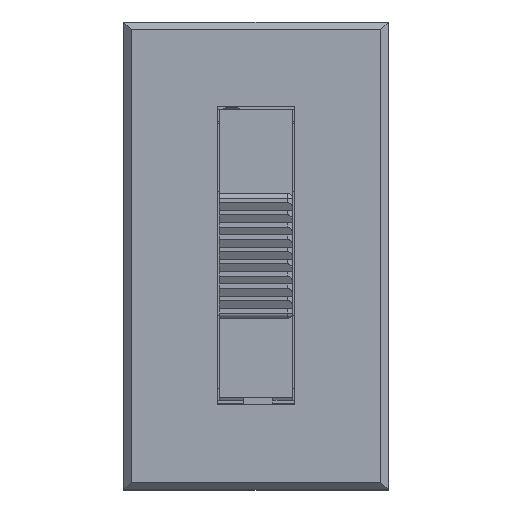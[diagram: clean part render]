
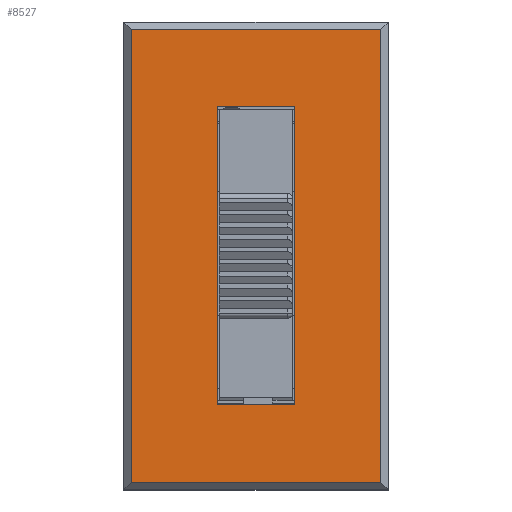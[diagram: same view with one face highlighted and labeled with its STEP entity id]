
A CAD part, top view. The second image highlights one B-rep face of the part: STEP entity #8527.
In plain terms, the highlighted planar face has unit normal (0, 0, 1).
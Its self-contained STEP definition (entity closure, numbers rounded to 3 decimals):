
#344=FACE_BOUND('',#1101,.T.);
#621=FACE_OUTER_BOUND('',#1100,.T.);
#1100=EDGE_LOOP('',(#6883,#6884,#6885,#6886));
#1101=EDGE_LOOP('',(#6887,#6888,#6889,#6890));
#1689=LINE('',#12651,#2715);
#1715=LINE('',#12700,#2741);
#1741=LINE('',#12753,#2767);
#1986=LINE('',#13257,#3012);
#1987=LINE('',#13261,#3013);
#1988=LINE('',#13263,#3014);
#1989=LINE('',#13265,#3015);
#1990=LINE('',#13266,#3016);
#2715=VECTOR('',#10247,10.);
#2741=VECTOR('',#10279,10.);
#2767=VECTOR('',#10323,10.);
#3012=VECTOR('',#10772,10.);
#3013=VECTOR('',#10775,10.);
#3014=VECTOR('',#10776,10.);
#3015=VECTOR('',#10777,10.);
#3016=VECTOR('',#10778,10.);
#3680=VERTEX_POINT('',#12648);
#3681=VERTEX_POINT('',#12650);
#3701=VERTEX_POINT('',#12698);
#3719=VERTEX_POINT('',#12752);
#3877=VERTEX_POINT('',#13259);
#3878=VERTEX_POINT('',#13260);
#3879=VERTEX_POINT('',#13262);
#3880=VERTEX_POINT('',#13264);
#4624=EDGE_CURVE('',#3681,#3680,#1689,.T.);
#4650=EDGE_CURVE('',#3680,#3701,#1715,.T.);
#4676=EDGE_CURVE('',#3719,#3681,#1741,.T.);
#4931=EDGE_CURVE('',#3701,#3719,#1986,.T.);
#4932=EDGE_CURVE('',#3877,#3878,#1987,.T.);
#4933=EDGE_CURVE('',#3879,#3877,#1988,.T.);
#4934=EDGE_CURVE('',#3880,#3879,#1989,.T.);
#4935=EDGE_CURVE('',#3878,#3880,#1990,.T.);
#6883=ORIENTED_EDGE('',*,*,#4932,.F.);
#6884=ORIENTED_EDGE('',*,*,#4933,.F.);
#6885=ORIENTED_EDGE('',*,*,#4934,.F.);
#6886=ORIENTED_EDGE('',*,*,#4935,.F.);
#6887=ORIENTED_EDGE('',*,*,#4650,.T.);
#6888=ORIENTED_EDGE('',*,*,#4931,.T.);
#6889=ORIENTED_EDGE('',*,*,#4676,.T.);
#6890=ORIENTED_EDGE('',*,*,#4624,.T.);
#8095=PLANE('',#9122);
#8527=ADVANCED_FACE('',(#621,#344),#8095,.T.);
#9122=AXIS2_PLACEMENT_3D('',#13258,#10773,#10774);
#10247=DIRECTION('',(-1.,0.,0.));
#10279=DIRECTION('',(0.,1.,0.));
#10323=DIRECTION('',(0.,-1.,0.));
#10772=DIRECTION('',(1.,0.,0.));
#10773=DIRECTION('center_axis',(0.,0.,1.));
#10774=DIRECTION('ref_axis',(1.,0.,0.));
#10775=DIRECTION('',(0.,1.,0.));
#10776=DIRECTION('',(-1.,0.,0.));
#10777=DIRECTION('',(0.,-1.,0.));
#10778=DIRECTION('',(1.,0.,0.));
#12648=CARTESIAN_POINT('',(-1.59,-6.09,6.12));
#12650=CARTESIAN_POINT('',(1.59,-6.09,6.12));
#12651=CARTESIAN_POINT('',(0.795,-6.09,6.12));
#12698=CARTESIAN_POINT('',(-1.59,6.09,6.12));
#12700=CARTESIAN_POINT('',(-1.59,-3.045,6.12));
#12752=CARTESIAN_POINT('',(1.59,6.09,6.12));
#12753=CARTESIAN_POINT('',(1.59,3.045,6.12));
#13257=CARTESIAN_POINT('',(-0.795,6.09,6.12));
#13258=CARTESIAN_POINT('Origin',(0.,0.,6.12));
#13259=CARTESIAN_POINT('',(-5.095,-9.25,6.12));
#13260=CARTESIAN_POINT('',(-5.095,9.25,6.12));
#13261=CARTESIAN_POINT('',(-5.095,4.775,6.12));
#13262=CARTESIAN_POINT('',(5.095,-9.25,6.12));
#13263=CARTESIAN_POINT('',(-2.698,-9.25,6.12));
#13264=CARTESIAN_POINT('',(5.095,9.25,6.12));
#13265=CARTESIAN_POINT('',(5.095,-4.775,6.12));
#13266=CARTESIAN_POINT('',(2.698,9.25,6.12));
